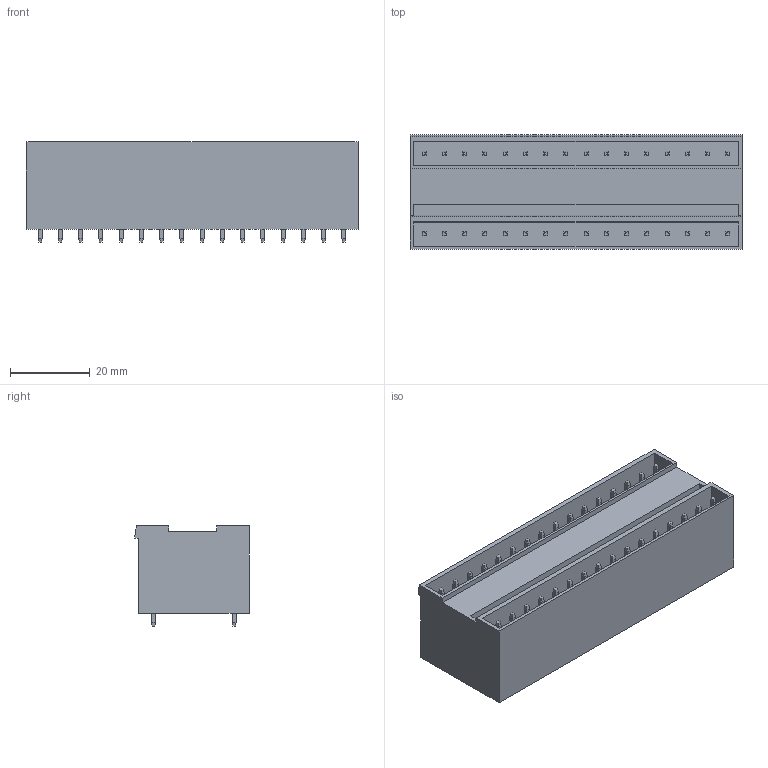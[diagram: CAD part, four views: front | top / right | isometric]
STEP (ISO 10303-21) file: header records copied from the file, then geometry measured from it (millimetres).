
FILE_DESCRIPTION(('CATIA V5 STEP Exchange','CAx-IF Rec.Pracs.--- Model Styling and Organization---1.2---2011-12-15'),'2;1');
FILE_NAME ('D1453136_0_1602530000_1602530000.stp','2018-11-03T06:40:04+00:00',('none'),('Weidmueller'),'CATIA Version 5-6 Release 2014','CATIA V5 STEP AP214','none');
FILE_SCHEMA(('AUTOMOTIVE_DESIGN { 1 0 10303 214 1 1 1 1 }'));
Length unit declared in the file: millimetre
Products named in the file (1): 1602530000
Bounding box: 83.28 x 28.68 x 25.2 mm (x, y, z)
Volume: 24700.6 mm3; surface area: 22773.4 mm2
Topology: 33 solids, 33 shells, 610 faces, 1370 edges, 828 vertices
Faces by surface type: plane 610
Entity records: 14398 total; most frequent: ORIENTED_EDGE 2740, CARTESIAN_POINT 2692, DIRECTION 1588, EDGE_CURVE 1370, VECTOR 1114, LINE 1114, VERTEX_POINT 828, EDGE_LOOP 676
